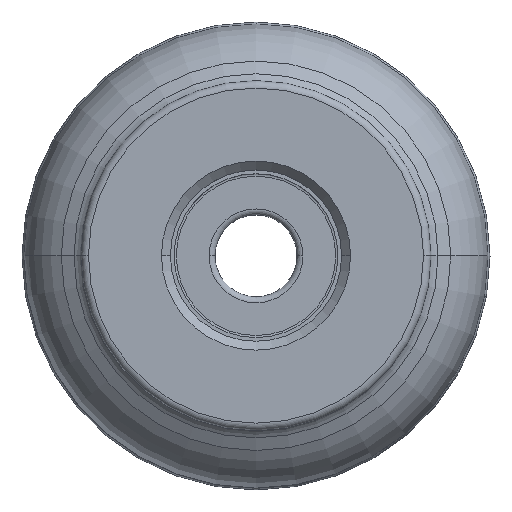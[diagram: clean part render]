
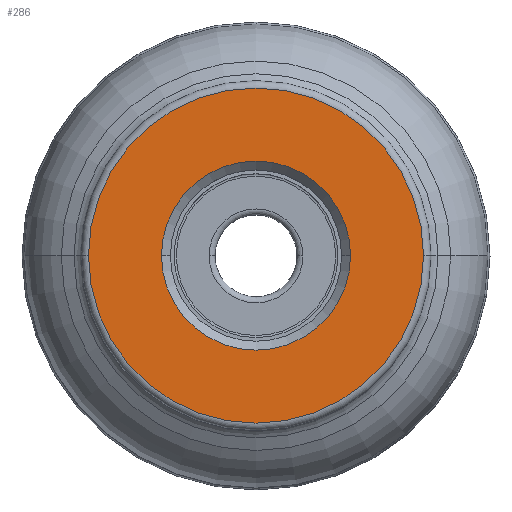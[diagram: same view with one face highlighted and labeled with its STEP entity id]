
A CAD part, top view. The second image highlights one B-rep face of the part: STEP entity #286.
In plain terms, the highlighted planar face has unit normal (0, 0, 1).
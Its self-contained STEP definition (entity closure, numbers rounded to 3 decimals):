
#63=PLANE('',#2615);
#71=FACE_BOUND('',#584,.T.);
#72=FACE_BOUND('',#585,.T.);
#286=ADVANCED_FACE('',(#71,#72),#63,.T.);
#584=EDGE_LOOP('',(#1033,#1034));
#585=EDGE_LOOP('',(#1035,#1036,#1037,#1038));
#1033=ORIENTED_EDGE('',*,*,#1653,.T.);
#1034=ORIENTED_EDGE('',*,*,#1657,.T.);
#1035=ORIENTED_EDGE('',*,*,#1658,.T.);
#1036=ORIENTED_EDGE('',*,*,#1659,.T.);
#1037=ORIENTED_EDGE('',*,*,#1660,.T.);
#1038=ORIENTED_EDGE('',*,*,#1661,.T.);
#1373=VERTEX_POINT('',#5493);
#1374=VERTEX_POINT('',#5495);
#1376=VERTEX_POINT('',#5504);
#1377=VERTEX_POINT('',#5505);
#1378=VERTEX_POINT('',#5507);
#1379=VERTEX_POINT('',#5509);
#1653=EDGE_CURVE('',#1374,#1373,#2035,.T.);
#1657=EDGE_CURVE('',#1373,#1374,#2039,.T.);
#1658=EDGE_CURVE('',#1376,#1377,#2040,.T.);
#1659=EDGE_CURVE('',#1377,#1378,#2041,.T.);
#1660=EDGE_CURVE('',#1378,#1379,#2042,.T.);
#1661=EDGE_CURVE('',#1379,#1376,#2043,.T.);
#2035=CIRCLE('',#2604,22.5);
#2039=CIRCLE('',#2609,22.5);
#2040=CIRCLE('',#2611,12.7);
#2041=CIRCLE('',#2612,12.7);
#2042=CIRCLE('',#2613,12.7);
#2043=CIRCLE('',#2614,12.7);
#2604=AXIS2_PLACEMENT_3D('',#5494,#3197,#3198);
#2609=AXIS2_PLACEMENT_3D('',#5501,#3207,#3208);
#2611=AXIS2_PLACEMENT_3D('',#5503,#3211,#3212);
#2612=AXIS2_PLACEMENT_3D('',#5506,#3213,#3214);
#2613=AXIS2_PLACEMENT_3D('',#5508,#3215,#3216);
#2614=AXIS2_PLACEMENT_3D('',#5510,#3217,#3218);
#2615=AXIS2_PLACEMENT_3D('',#5511,#3219,#3220);
#3197=DIRECTION('',(0.,0.,1.));
#3198=DIRECTION('',(1.,0.,0.));
#3207=DIRECTION('',(0.,0.,1.));
#3208=DIRECTION('',(-1.,0.,0.));
#3211=DIRECTION('',(0.,0.,-1.));
#3212=DIRECTION('',(0.,-1.,0.));
#3213=DIRECTION('',(0.,0.,-1.));
#3214=DIRECTION('',(-1.,0.,0.));
#3215=DIRECTION('',(0.,0.,-1.));
#3216=DIRECTION('',(0.,1.,0.));
#3217=DIRECTION('',(0.,0.,-1.));
#3218=DIRECTION('',(1.,0.,0.));
#3219=DIRECTION('',(0.,0.,1.));
#3220=DIRECTION('',(-1.,0.,0.));
#5493=CARTESIAN_POINT('',(-22.5,0.,0.));
#5494=CARTESIAN_POINT('',(0.,0.,0.));
#5495=CARTESIAN_POINT('',(22.5,0.,0.));
#5501=CARTESIAN_POINT('',(0.,0.,0.));
#5503=CARTESIAN_POINT('',(0.,0.,0.));
#5504=CARTESIAN_POINT('',(0.,-12.7,0.));
#5505=CARTESIAN_POINT('',(-12.7,0.,0.));
#5506=CARTESIAN_POINT('',(0.,0.,0.));
#5507=CARTESIAN_POINT('',(0.,12.7,0.));
#5508=CARTESIAN_POINT('',(0.,0.,0.));
#5509=CARTESIAN_POINT('',(12.7,0.,0.));
#5510=CARTESIAN_POINT('',(0.,0.,0.));
#5511=CARTESIAN_POINT('',(0.,0.,0.));
